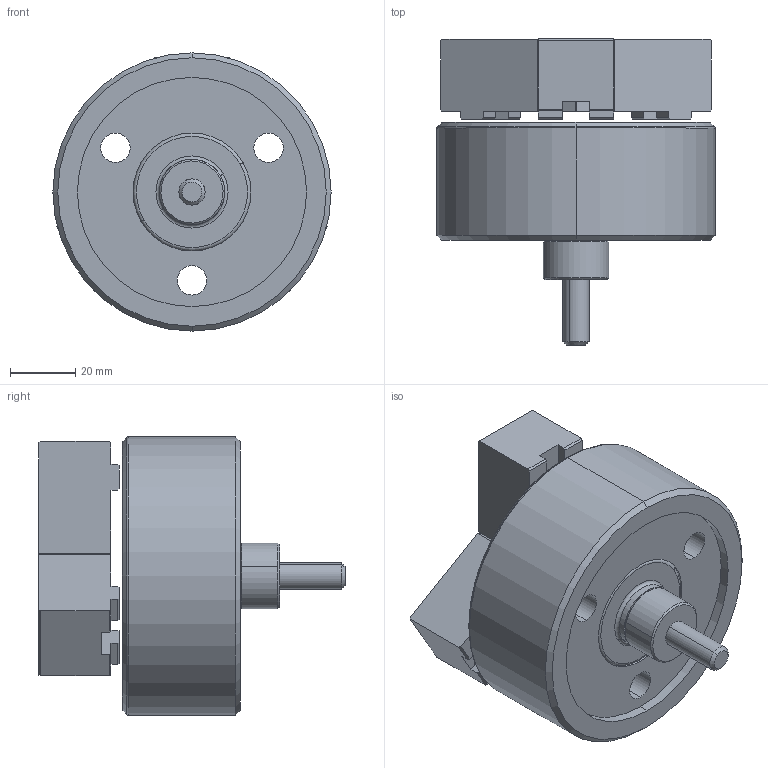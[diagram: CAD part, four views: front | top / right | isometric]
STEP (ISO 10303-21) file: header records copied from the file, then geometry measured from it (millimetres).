
FILE_DESCRIPTION (( 'STEP AP203' ), '1' );
FILE_NAME ('3p-03²Õ¦X¥ó.STEP', '2011-03-15T07:25:50', ( 'user' ), ( '' ), 'SwSTEP 2.0', 'SolidWorks 2010', '' );
FILE_SCHEMA (( 'CONFIG_CONTROL_DESIGN' ));
Length unit declared in the file: millimetre
Products named in the file (6): 3P-03連接管螺栓; 3p-03組合件; 3P-03中仁; 3P-03連接桿螺帽; 3P-03本體; 3P-03生爪
Assembly tree (7 placements, depth 2):
  3p-03組合件
    3P-03連接管螺栓
    3P-03連接桿螺帽
    3P-03生爪  x3
    3P-03中仁
    3P-03本體
Bounding box: 85 x 93.5 x 85 mm (x, y, z)
Volume: 227947.5 mm3; surface area: 47247 mm2
Topology: 7 solids, 7 shells, 158 faces, 389 edges, 252 vertices
Faces by surface type: plane 102, cylinder 34, cone 12, torus 10
Entity records: 3535 total; most frequent: DIRECTION 547, CARTESIAN_POINT 481, ORIENTED_EDGE 454, EDGE_CURVE 227, AXIS2_PLACEMENT_3D 210, VERTEX_POINT 144, VECTOR 127, LINE 127
